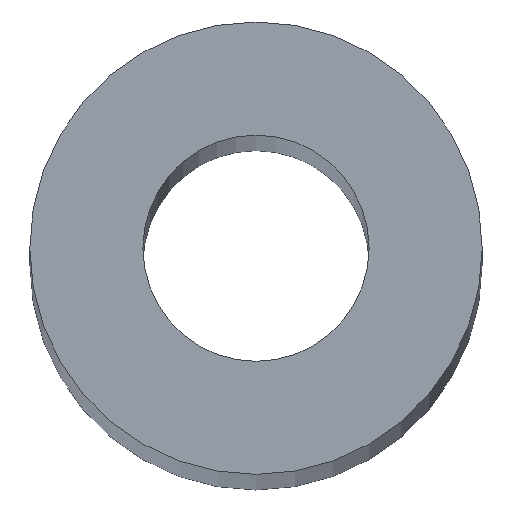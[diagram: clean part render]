
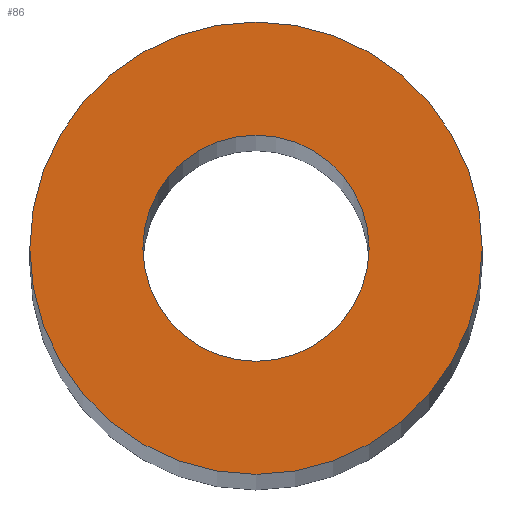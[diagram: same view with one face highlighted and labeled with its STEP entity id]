
A CAD part, top view. The second image highlights one B-rep face of the part: STEP entity #86.
In plain terms, the highlighted planar face has unit normal (0, 0, 1).
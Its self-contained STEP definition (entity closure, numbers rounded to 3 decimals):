
#11 = ORIENTED_EDGE ( 'NONE', *, *, #209, .F. ) ;
#20 = ORIENTED_EDGE ( 'NONE', *, *, #199, .F. ) ;
#21 = DIRECTION ( 'NONE',  ( 1., 0., 0. ) ) ;
#27 = AXIS2_PLACEMENT_3D ( 'NONE', #163, #151, #242 ) ;
#31 = PLANE ( 'NONE',  #27 ) ;
#33 = CARTESIAN_POINT ( 'NONE',  ( -1., 0., 79. ) ) ;
#35 = FACE_BOUND ( 'NONE', #150, .T. ) ;
#36 = CARTESIAN_POINT ( 'NONE',  ( 1., 0., 79. ) ) ;
#38 = AXIS2_PLACEMENT_3D ( 'NONE', #133, #152, #54 ) ;
#51 = VERTEX_POINT ( 'NONE', #33 ) ;
#53 = DIRECTION ( 'NONE',  ( 0., 0., 1. ) ) ;
#54 = DIRECTION ( 'NONE',  ( 1., 0., 0. ) ) ;
#64 = AXIS2_PLACEMENT_3D ( 'NONE', #166, #53, #185 ) ;
#71 = CIRCLE ( 'NONE', #136, 2. ) ;
#74 = DIRECTION ( 'NONE',  ( 1., 0., 0. ) ) ;
#86 = ADVANCED_FACE ( 'NONE', ( #113, #35 ), #31, .T. ) ;
#91 = DIRECTION ( 'NONE',  ( 0., 0., 1. ) ) ;
#107 = VERTEX_POINT ( 'NONE', #130 ) ;
#113 = FACE_OUTER_BOUND ( 'NONE', #198, .T. ) ;
#117 = AXIS2_PLACEMENT_3D ( 'NONE', #170, #91, #21 ) ;
#130 = CARTESIAN_POINT ( 'NONE',  ( 2., 0., 79. ) ) ;
#133 = CARTESIAN_POINT ( 'NONE',  ( 0., 0., 79. ) ) ;
#136 = AXIS2_PLACEMENT_3D ( 'NONE', #229, #167, #74 ) ;
#150 = EDGE_LOOP ( 'NONE', ( #11, #20 ) ) ;
#151 = DIRECTION ( 'NONE',  ( 0., 0., 1. ) ) ;
#152 = DIRECTION ( 'NONE',  ( 0., 0., 1. ) ) ;
#154 = CIRCLE ( 'NONE', #117, 2. ) ;
#158 = CIRCLE ( 'NONE', #64, 1. ) ;
#162 = ORIENTED_EDGE ( 'NONE', *, *, #231, .T. ) ;
#163 = CARTESIAN_POINT ( 'NONE',  ( 0., 0., 79. ) ) ;
#166 = CARTESIAN_POINT ( 'NONE',  ( 0., 0., 79. ) ) ;
#167 = DIRECTION ( 'NONE',  ( 0., 0., 1. ) ) ;
#170 = CARTESIAN_POINT ( 'NONE',  ( 0., 0., 79. ) ) ;
#185 = DIRECTION ( 'NONE',  ( 1., 0., 0. ) ) ;
#198 = EDGE_LOOP ( 'NONE', ( #162, #238 ) ) ;
#199 = EDGE_CURVE ( 'NONE', #218, #51, #204, .T. ) ;
#204 = CIRCLE ( 'NONE', #38, 1. ) ;
#205 = VERTEX_POINT ( 'NONE', #225 ) ;
#209 = EDGE_CURVE ( 'NONE', #51, #218, #158, .T. ) ;
#218 = VERTEX_POINT ( 'NONE', #36 ) ;
#225 = CARTESIAN_POINT ( 'NONE',  ( -2., 0., 79. ) ) ;
#229 = CARTESIAN_POINT ( 'NONE',  ( 0., 0., 79. ) ) ;
#231 = EDGE_CURVE ( 'NONE', #205, #107, #71, .T. ) ;
#235 = EDGE_CURVE ( 'NONE', #107, #205, #154, .T. ) ;
#238 = ORIENTED_EDGE ( 'NONE', *, *, #235, .T. ) ;
#242 = DIRECTION ( 'NONE',  ( 1., 0., 0. ) ) ;
